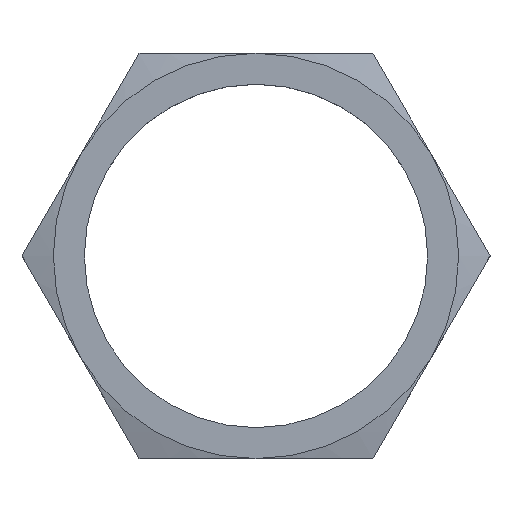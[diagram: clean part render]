
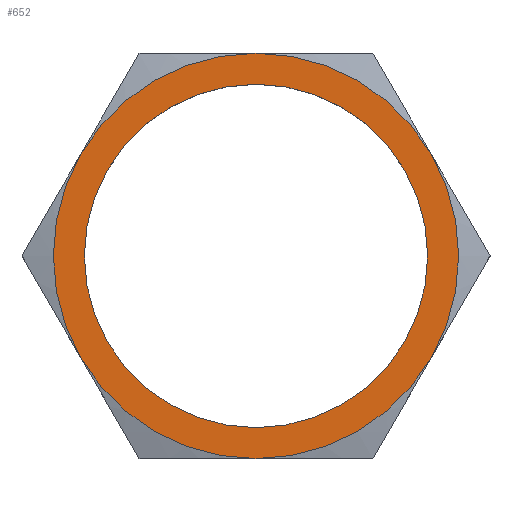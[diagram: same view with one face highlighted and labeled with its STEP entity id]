
A CAD part, top view. The second image highlights one B-rep face of the part: STEP entity #652.
In plain terms, the highlighted planar face has unit normal (0, 0, 1).
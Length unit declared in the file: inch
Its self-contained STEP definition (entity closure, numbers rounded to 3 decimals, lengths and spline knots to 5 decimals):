
#66=CARTESIAN_POINT('',(0.15367,1.66694,0.1875));
#67=VERTEX_POINT('',#66);
#68=CARTESIAN_POINT('',(-0.32289,1.66694,0.1875));
#69=DIRECTION('',(0.0,0.0,1.0));
#70=DIRECTION('',(1.0,0.0,0.0));
#71=AXIS2_PLACEMENT_3D('',#68,#69,#70);
#72=CIRCLE('',#71,0.47656);
#73=EDGE_CURVE('',#67,#67,#72,.T.);
#123=CARTESIAN_POINT('',(-0.32289,1.10444,0.1875));
#124=VERTEX_POINT('',#123);
#182=CARTESIAN_POINT('',(-0.81003,1.38569,0.1875));
#183=VERTEX_POINT('',#182);
#241=CARTESIAN_POINT('',(-0.81003,1.94819,0.1875));
#242=VERTEX_POINT('',#241);
#300=CARTESIAN_POINT('',(-0.32289,2.22944,0.1875));
#301=VERTEX_POINT('',#300);
#359=CARTESIAN_POINT('',(0.16425,1.94819,0.1875));
#360=VERTEX_POINT('',#359);
#409=CARTESIAN_POINT('',(0.16425,1.38569,0.1875));
#410=VERTEX_POINT('',#409);
#439=CARTESIAN_POINT('',(-0.32289,1.66694,0.1875));
#440=DIRECTION('',(0.0,0.0,1.0));
#441=DIRECTION('',(1.0,0.0,0.0));
#442=AXIS2_PLACEMENT_3D('',#439,#440,#441);
#443=CIRCLE('',#442,0.5625);
#444=EDGE_CURVE('',#360,#301,#443,.T.);
#456=CARTESIAN_POINT('',(-0.32289,1.66694,0.1875));
#457=DIRECTION('',(0.0,0.0,1.0));
#458=DIRECTION('',(0.0,1.0,0.0));
#459=AXIS2_PLACEMENT_3D('',#456,#457,#458);
#460=CIRCLE('',#459,0.5625);
#461=EDGE_CURVE('',#301,#242,#460,.T.);
#473=CARTESIAN_POINT('',(-0.32289,1.66694,0.1875));
#474=DIRECTION('',(0.0,0.0,1.0));
#475=DIRECTION('',(1.0,0.0,0.0));
#476=AXIS2_PLACEMENT_3D('',#473,#474,#475);
#477=CIRCLE('',#476,0.5625);
#478=EDGE_CURVE('',#242,#183,#477,.T.);
#490=CARTESIAN_POINT('',(-0.32289,1.66694,0.1875));
#491=DIRECTION('',(0.0,0.0,1.0));
#492=DIRECTION('',(0.0,1.0,0.0));
#493=AXIS2_PLACEMENT_3D('',#490,#491,#492);
#494=CIRCLE('',#493,0.5625);
#495=EDGE_CURVE('',#183,#124,#494,.T.);
#507=CARTESIAN_POINT('',(-0.32289,1.66694,0.1875));
#508=DIRECTION('',(0.0,0.0,1.0));
#509=DIRECTION('',(1.0,0.0,0.0));
#510=AXIS2_PLACEMENT_3D('',#507,#508,#509);
#511=CIRCLE('',#510,0.5625);
#512=EDGE_CURVE('',#124,#410,#511,.T.);
#522=CARTESIAN_POINT('',(-0.32289,1.66694,0.1875));
#523=DIRECTION('',(0.0,0.0,1.0));
#524=DIRECTION('',(1.0,0.0,0.0));
#525=AXIS2_PLACEMENT_3D('',#522,#523,#524);
#526=CIRCLE('',#525,0.5625);
#527=EDGE_CURVE('',#410,#360,#526,.T.);
#636=CARTESIAN_POINT('',(0.35911,1.07631,0.1875));
#637=DIRECTION('',(0.0,0.0,1.0));
#638=DIRECTION('',(1.0,0.0,0.0));
#639=AXIS2_PLACEMENT_3D('',#636,#637,#638);
#640=PLANE('',#639);
#641=ORIENTED_EDGE('',*,*,#512,.T.);
#642=ORIENTED_EDGE('',*,*,#527,.T.);
#643=ORIENTED_EDGE('',*,*,#444,.T.);
#644=ORIENTED_EDGE('',*,*,#461,.T.);
#645=ORIENTED_EDGE('',*,*,#478,.T.);
#646=ORIENTED_EDGE('',*,*,#495,.T.);
#647=EDGE_LOOP('',(#641,#642,#643,#644,#645,#646));
#648=FACE_OUTER_BOUND('',#647,.T.);
#649=ORIENTED_EDGE('',*,*,#73,.F.);
#650=EDGE_LOOP('',(#649));
#651=FACE_BOUND('',#650,.T.);
#652=ADVANCED_FACE('',(#648,#651),#640,.T.);
